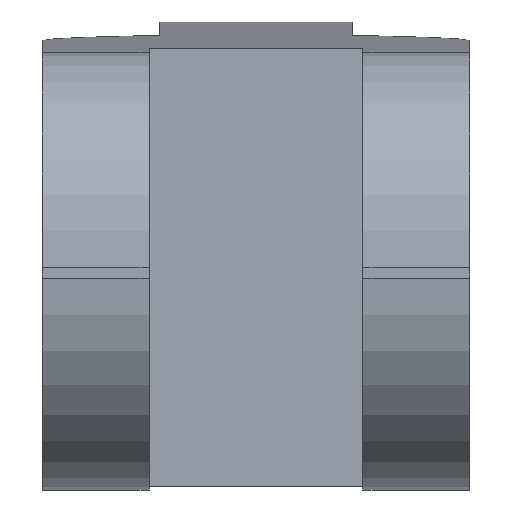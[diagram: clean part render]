
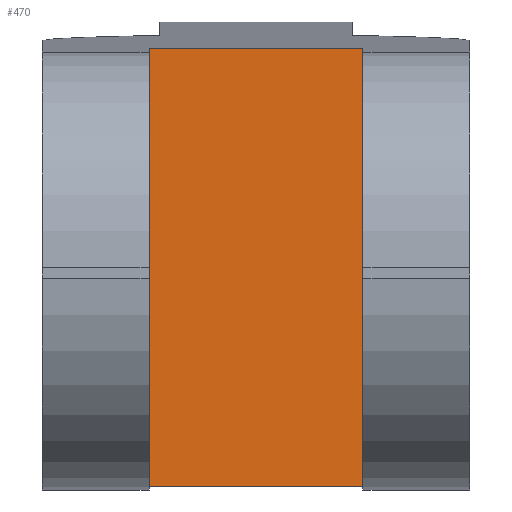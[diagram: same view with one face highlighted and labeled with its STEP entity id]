
A CAD part, left-side view. The second image highlights one B-rep face of the part: STEP entity #470.
In plain terms, the highlighted planar face has unit normal (-1, 0, -0.009).
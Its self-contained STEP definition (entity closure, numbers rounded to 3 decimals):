
#66=FACE_OUTER_BOUND('',#96,.T.);
#96=EDGE_LOOP('',(#393,#394,#395,#396));
#122=LINE('',#711,#168);
#140=LINE('',#763,#186);
#145=LINE('',#778,#191);
#146=LINE('',#779,#192);
#168=VECTOR('',#566,10.);
#186=VECTOR('',#616,10.);
#191=VECTOR('',#633,10.);
#192=VECTOR('',#634,10.);
#215=VERTEX_POINT('',#708);
#216=VERTEX_POINT('',#710);
#233=VERTEX_POINT('',#760);
#234=VERTEX_POINT('',#762);
#261=EDGE_CURVE('',#216,#215,#122,.T.);
#287=EDGE_CURVE('',#233,#234,#140,.T.);
#295=EDGE_CURVE('',#234,#215,#145,.T.);
#296=EDGE_CURVE('',#216,#233,#146,.T.);
#393=ORIENTED_EDGE('',*,*,#295,.F.);
#394=ORIENTED_EDGE('',*,*,#287,.F.);
#395=ORIENTED_EDGE('',*,*,#296,.F.);
#396=ORIENTED_EDGE('',*,*,#261,.T.);
#452=PLANE('',#522);
#470=ADVANCED_FACE('',(#66),#452,.T.);
#522=AXIS2_PLACEMENT_3D('',#777,#631,#632);
#566=DIRECTION('',(0.,-1.,0.));
#616=DIRECTION('',(0.,-1.,0.));
#631=DIRECTION('center_axis',(-1.,0.,
-0.009));
#632=DIRECTION('ref_axis',(0.009,0.,-1.));
#633=DIRECTION('',(0.009,0.,-1.));
#634=DIRECTION('',(-0.009,0.,1.));
#708=CARTESIAN_POINT('',(236.602,-39.235,261.414));
#710=CARTESIAN_POINT('',(236.602,-29.235,261.414));
#711=CARTESIAN_POINT('',(236.602,-29.235,261.414));
#760=CARTESIAN_POINT('',(236.417,-29.235,281.892));
#762=CARTESIAN_POINT('',(236.417,-39.235,281.892));
#763=CARTESIAN_POINT('',(236.417,-29.235,281.892));
#777=CARTESIAN_POINT('Origin',(236.417,-29.235,281.892));
#778=CARTESIAN_POINT('',(236.417,-39.235,281.892));
#779=CARTESIAN_POINT('',(236.51,-29.235,271.653));
